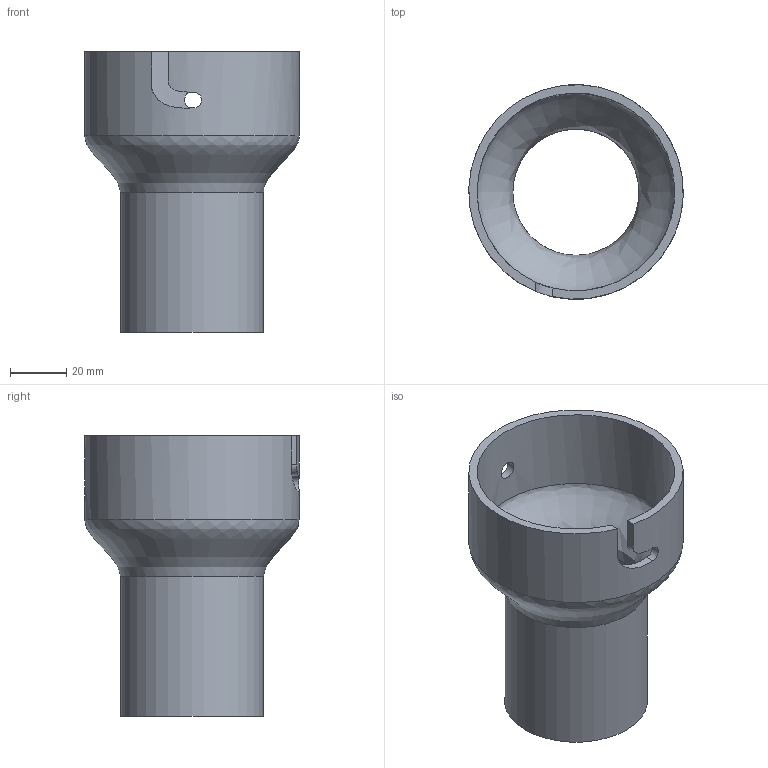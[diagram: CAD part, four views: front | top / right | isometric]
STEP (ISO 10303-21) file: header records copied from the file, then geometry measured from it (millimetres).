
FILE_DESCRIPTION(/* description */ ('STEP AP242','CAx-IF Rec.Pracs.---Representation and Presentation of Product Manufacturing Information (PMI)---4.0---2014-10-13','CAx-IF Rec.Pracs.---3D Tessellated Geometry---0.4---2014-09-14','2;1'),/* implementation_level */ '2;1');
FILE_NAME(/* name */ '64b0a0be4f556556e719fe72',/* time_stamp */ '2023-07-14T01:11:26Z',/* author */ (''),/* organization */ (''),/* preprocessor_version */ 'ST-DEVELOPER v19.4',/* originating_system */ ' ',/* authorisation */ ' ');
FILE_SCHEMA (('AP242_MANAGED_MODEL_BASED_3D_ENGINEERING_MIM_LF { 1 0 10303 442 1 1 4 }'));
Length unit declared in the file: metre
Products named in the file (2): Dust collector; DeWalt
Bounding box: 76.49 x 76.5 x 100 mm (x, y, z)
Volume: 56565 mm3; surface area: 39986.8 mm2
Topology: 2 solids, 2 shells, 17 faces, 40 edges, 26 vertices
Faces by surface type: plane 7, cylinder 6, bspline 4
Full cylindrical faces by diameter (mm): 6.4 x1, 45 x1, 51 x1, 70.5 x1, 76.5 x1
Entity records: 1091 total; most frequent: CARTESIAN_POINT 699, DIRECTION 63, ORIENTED_EDGE 62, EDGE_CURVE 31, EDGE_LOOP 29, FACE_BOUND 29, AXIS2_PLACEMENT_3D 26, VERTEX_POINT 24
